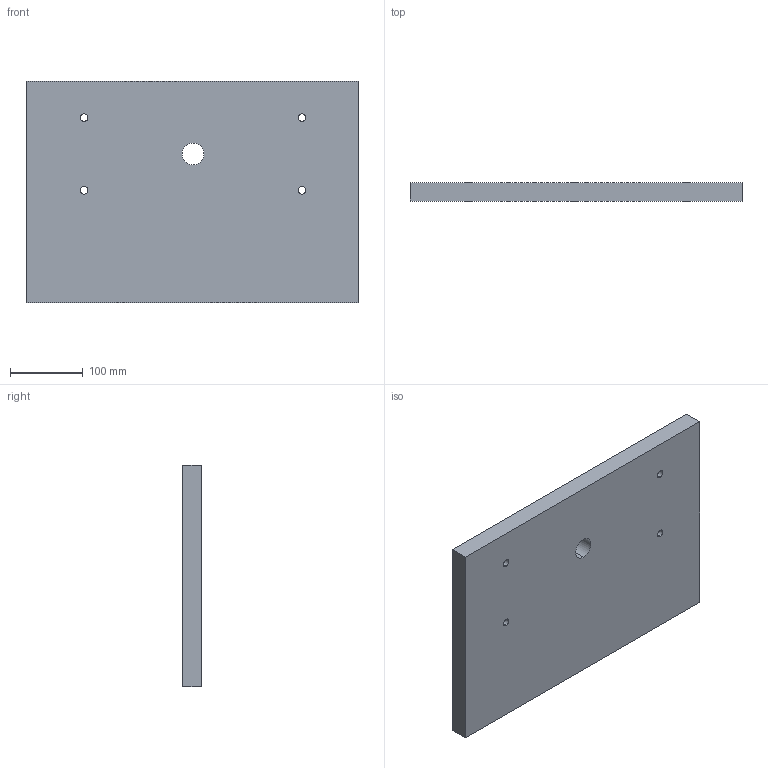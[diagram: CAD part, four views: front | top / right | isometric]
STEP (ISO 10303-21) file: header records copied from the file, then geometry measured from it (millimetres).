
FILE_DESCRIPTION (( 'STEP AP203' ), '1' );
FILE_NAME ('Baseplate.STEP', '2012-06-11T22:59:42', ( '' ), ( '' ), 'SwSTEP 2.0', 'SolidWorks 2010', '' );
FILE_SCHEMA (( 'CONFIG_CONTROL_DESIGN' ));
Length unit declared in the file: millimetre
Products named in the file (1): Baseplate
Bounding box: 457.2 x 25.4 x 304.8 mm (x, y, z)
Volume: 3512854.1 mm3; surface area: 321057.6 mm2
Topology: 1 solids, 1 shells, 16 faces, 42 edges, 28 vertices
Faces by surface type: cylinder 10, plane 6
Entity records: 603 total; most frequent: DIRECTION 96, CARTESIAN_POINT 87, ORIENTED_EDGE 84, EDGE_CURVE 42, AXIS2_PLACEMENT_3D 37, VERTEX_POINT 28, EDGE_LOOP 26, LINE 22
